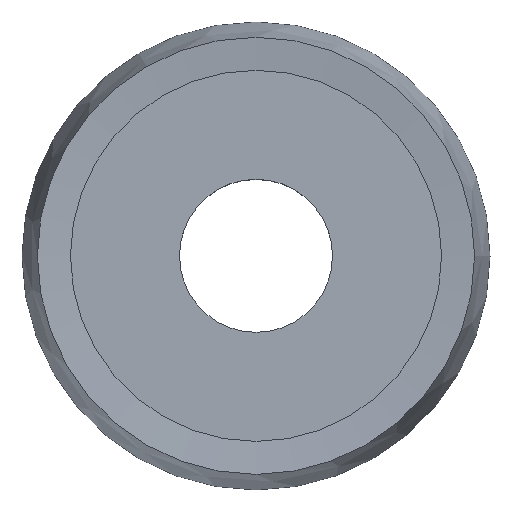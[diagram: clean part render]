
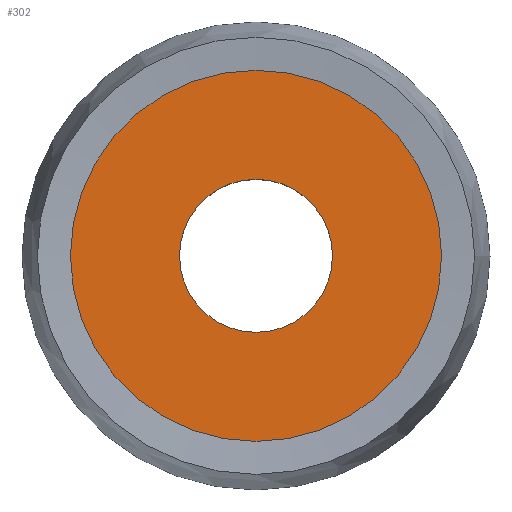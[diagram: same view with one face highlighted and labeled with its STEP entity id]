
A CAD part, top view. The second image highlights one B-rep face of the part: STEP entity #302.
In plain terms, the highlighted planar face has unit normal (0, 0, 1).
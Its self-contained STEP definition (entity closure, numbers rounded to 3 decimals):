
#31 = SURFACE_OF_REVOLUTION('',#32,#133);
#32 = B_SPLINE_CURVE_WITH_KNOTS('',2,(#33,#34,#35,#36,#37,#38,#39,#40,
    #41,#42,#43,#44,#45,#46,#47,#48,#49,#50,#51,#52,#53,#54,#55,#56,#57,
    #58,#59,#60,#61,#62,#63,#64,#65,#66,#67,#68,#69,#70,#71,#72,#73,#74,
    #75,#76,#77,#78,#79,#80,#81,#82,#83,#84,#85,#86,#87,#88,#89,#90,#91,
    #92,#93,#94,#95,#96,#97,#98,#99,#100,#101,#102,#103,#104,#105,#106,
    #107,#108,#109,#110,#111,#112,#113,#114,#115,#116,#117,#118,#119,
    #120,#121,#122,#123,#124,#125,#126,#127,#128,#129,#130,#131,#132),
  .UNSPECIFIED.,.F.,.F.,(3,1,1,1,1,1,1,1,1,1,1,1,1,1,1,1,1,1,1,1,1,1,1,1
    ,1,1,1,1,1,1,1,1,1,1,1,1,1,1,1,1,1,1,1,1,1,1,1,1,1,1,1,1,1,1,1,1,1,1
    ,1,1,1,1,1,1,1,1,1,1,1,1,1,1,1,1,1,1,1,1,1,1,1,1,1,1,1,1,1,1,1,1,1,1
    ,1,1,1,1,1,1,3),(0.,0.01,0.02,
    0.031,0.041,0.051,
    0.061,0.071,0.082,
    0.092,0.102,0.112,0.122,
    0.133,0.143,0.153,0.163,
    0.173,0.184,0.194,0.204,
    0.214,0.224,0.235,0.245,
    0.255,0.265,0.276,0.286,
    0.296,0.306,0.316,0.327,
    0.337,0.347,0.357,0.367,
    0.378,0.388,0.398,0.408,
    0.418,0.429,0.439,0.449,
    0.459,0.469,0.48,0.49,0.5,
    0.51,0.52,0.531,0.541,
    0.551,0.561,0.571,0.582,
    0.592,0.602,0.612,0.622,
    0.633,0.643,0.653,0.663,
    0.673,0.684,0.694,0.704,
    0.714,0.724,0.735,0.745,
    0.755,0.765,0.776,0.786,
    0.796,0.806,0.816,0.827,
    0.837,0.847,0.857,0.867,
    0.878,0.888,0.898,0.908,
    0.918,0.929,0.939,0.949,
    0.959,0.969,0.98,0.99,1.),
  .QUASI_UNIFORM_KNOTS.);
#33 = CARTESIAN_POINT('',(393.23,0.,-336.992));
#34 = CARTESIAN_POINT('',(392.636,0.,-337.096));
#35 = CARTESIAN_POINT('',(392.042,0.,-337.199));
#36 = CARTESIAN_POINT('',(391.447,0.,-337.301));
#37 = CARTESIAN_POINT('',(390.853,0.,-337.402));
#38 = CARTESIAN_POINT('',(390.258,0.,-337.502));
#39 = CARTESIAN_POINT('',(389.663,0.,-337.601));
#40 = CARTESIAN_POINT('',(389.067,0.,-337.699));
#41 = CARTESIAN_POINT('',(388.472,0.,-337.796));
#42 = CARTESIAN_POINT('',(387.876,0.,-337.892));
#43 = CARTESIAN_POINT('',(387.28,0.,-337.987));
#44 = CARTESIAN_POINT('',(386.685,0.,-338.081));
#45 = CARTESIAN_POINT('',(386.088,0.,-338.173));
#46 = CARTESIAN_POINT('',(385.492,0.,-338.265));
#47 = CARTESIAN_POINT('',(384.896,0.,-338.355));
#48 = CARTESIAN_POINT('',(384.299,0.,-338.445));
#49 = CARTESIAN_POINT('',(383.702,0.,-338.534));
#50 = CARTESIAN_POINT('',(383.105,0.,-338.621));
#51 = CARTESIAN_POINT('',(382.508,0.,-338.707));
#52 = CARTESIAN_POINT('',(381.911,0.,-338.793));
#53 = CARTESIAN_POINT('',(381.314,0.,-338.877));
#54 = CARTESIAN_POINT('',(380.716,0.,-338.96));
#55 = CARTESIAN_POINT('',(380.119,0.,-339.042));
#56 = CARTESIAN_POINT('',(379.521,0.,-339.123));
#57 = CARTESIAN_POINT('',(378.923,0.,-339.203));
#58 = CARTESIAN_POINT('',(378.325,0.,-339.282));
#59 = CARTESIAN_POINT('',(377.727,0.,-339.36));
#60 = CARTESIAN_POINT('',(377.128,0.,-339.437));
#61 = CARTESIAN_POINT('',(376.53,0.,-339.513));
#62 = CARTESIAN_POINT('',(375.931,0.,-339.588));
#63 = CARTESIAN_POINT('',(375.333,0.,-339.662));
#64 = CARTESIAN_POINT('',(374.734,0.,-339.734));
#65 = CARTESIAN_POINT('',(374.135,0.,-339.806));
#66 = CARTESIAN_POINT('',(373.536,0.,-339.877));
#67 = CARTESIAN_POINT('',(372.936,0.,-339.946));
#68 = CARTESIAN_POINT('',(372.337,0.,-340.015));
#69 = CARTESIAN_POINT('',(371.737,0.,-340.082));
#70 = CARTESIAN_POINT('',(371.138,0.,-340.148));
#71 = CARTESIAN_POINT('',(370.538,0.,-340.214));
#72 = CARTESIAN_POINT('',(369.938,0.,-340.278));
#73 = CARTESIAN_POINT('',(369.338,0.,-340.341));
#74 = CARTESIAN_POINT('',(368.738,0.,-340.403));
#75 = CARTESIAN_POINT('',(368.138,0.,-340.464));
#76 = CARTESIAN_POINT('',(367.538,0.,-340.524));
#77 = CARTESIAN_POINT('',(366.937,0.,-340.583));
#78 = CARTESIAN_POINT('',(366.337,0.,-340.641));
#79 = CARTESIAN_POINT('',(365.736,0.,-340.698));
#80 = CARTESIAN_POINT('',(365.136,0.,-340.753));
#81 = CARTESIAN_POINT('',(364.535,0.,-340.808));
#82 = CARTESIAN_POINT('',(363.934,0.,-340.862));
#83 = CARTESIAN_POINT('',(363.333,0.,-340.914));
#84 = CARTESIAN_POINT('',(362.732,0.,-340.966));
#85 = CARTESIAN_POINT('',(362.131,0.,-341.016));
#86 = CARTESIAN_POINT('',(361.53,0.,-341.066));
#87 = CARTESIAN_POINT('',(360.928,0.,-341.114));
#88 = CARTESIAN_POINT('',(360.327,0.,-341.161));
#89 = CARTESIAN_POINT('',(359.725,0.,-341.208));
#90 = CARTESIAN_POINT('',(359.124,0.,-341.253));
#91 = CARTESIAN_POINT('',(358.522,0.,-341.297));
#92 = CARTESIAN_POINT('',(357.92,0.,-341.34));
#93 = CARTESIAN_POINT('',(357.319,0.,-341.382));
#94 = CARTESIAN_POINT('',(356.717,0.,-341.423));
#95 = CARTESIAN_POINT('',(356.115,0.,-341.463));
#96 = CARTESIAN_POINT('',(355.513,0.,-341.501));
#97 = CARTESIAN_POINT('',(354.911,0.,-341.539));
#98 = CARTESIAN_POINT('',(354.308,0.,-341.576));
#99 = CARTESIAN_POINT('',(353.706,0.,-341.611));
#100 = CARTESIAN_POINT('',(353.104,0.,-341.646));
#101 = CARTESIAN_POINT('',(352.502,0.,-341.679));
#102 = CARTESIAN_POINT('',(351.899,0.,-341.712));
#103 = CARTESIAN_POINT('',(351.297,0.,-341.743));
#104 = CARTESIAN_POINT('',(350.694,0.,-341.774));
#105 = CARTESIAN_POINT('',(350.092,0.,-341.803));
#106 = CARTESIAN_POINT('',(349.489,0.,-341.831));
#107 = CARTESIAN_POINT('',(348.886,0.,-341.858));
#108 = CARTESIAN_POINT('',(348.284,0.,-341.884));
#109 = CARTESIAN_POINT('',(347.681,0.,-341.909));
#110 = CARTESIAN_POINT('',(347.078,0.,-341.933));
#111 = CARTESIAN_POINT('',(346.475,0.,-341.956));
#112 = CARTESIAN_POINT('',(345.873,0.,-341.978));
#113 = CARTESIAN_POINT('',(345.27,0.,-341.998));
#114 = CARTESIAN_POINT('',(344.667,0.,-342.018));
#115 = CARTESIAN_POINT('',(344.064,0.,-342.037));
#116 = CARTESIAN_POINT('',(343.461,0.,-342.054));
#117 = CARTESIAN_POINT('',(342.858,0.,-342.071));
#118 = CARTESIAN_POINT('',(342.255,0.,-342.086));
#119 = CARTESIAN_POINT('',(341.651,0.,-342.1));
#120 = CARTESIAN_POINT('',(341.048,0.,-342.114));
#121 = CARTESIAN_POINT('',(340.445,0.,-342.126));
#122 = CARTESIAN_POINT('',(339.842,0.,-342.137));
#123 = CARTESIAN_POINT('',(339.239,0.,-342.147));
#124 = CARTESIAN_POINT('',(338.636,0.,-342.156));
#125 = CARTESIAN_POINT('',(338.032,0.,-342.164));
#126 = CARTESIAN_POINT('',(337.429,0.,-342.171));
#127 = CARTESIAN_POINT('',(336.826,0.,-342.177));
#128 = CARTESIAN_POINT('',(336.223,0.,-342.182));
#129 = CARTESIAN_POINT('',(335.619,0.,-342.186));
#130 = CARTESIAN_POINT('',(335.016,0.,-342.188));
#131 = CARTESIAN_POINT('',(334.413,0.,-342.19));
#132 = CARTESIAN_POINT('',(333.81,0.,-342.19));
#133 = AXIS1_PLACEMENT('',#134,#135);
#134 = CARTESIAN_POINT('',(0.,0.,1.));
#135 = DIRECTION('',(0.,0.,1.));
#156 = VERTEX_POINT('',#157);
#157 = CARTESIAN_POINT('',(333.81,0.,-342.19));
#275 = EDGE_CURVE('',#156,#156,#276,.T.);
#276 = SURFACE_CURVE('',#277,(#282,#289),.PCURVE_S1.);
#277 = CIRCLE('',#278,333.81);
#278 = AXIS2_PLACEMENT_3D('',#279,#280,#281);
#279 = CARTESIAN_POINT('',(0.,0.,-342.19));
#280 = DIRECTION('',(0.,0.,1.));
#281 = DIRECTION('',(1.,0.,-0.));
#282 = PCURVE('',#31,#283);
#283 = DEFINITIONAL_REPRESENTATION('',(#284),#288);
#284 = LINE('',#285,#286);
#285 = CARTESIAN_POINT('',(0.,1.));
#286 = VECTOR('',#287,1.);
#287 = DIRECTION('',(1.,0.));
#288 = ( GEOMETRIC_REPRESENTATION_CONTEXT(2) 
PARAMETRIC_REPRESENTATION_CONTEXT() REPRESENTATION_CONTEXT('2D SPACE',''
  ) );
#289 = PCURVE('',#290,#295);
#290 = PLANE('',#291);
#291 = AXIS2_PLACEMENT_3D('',#292,#293,#294);
#292 = CARTESIAN_POINT('',(0.,0.,-342.19));
#293 = DIRECTION('',(0.,0.,1.));
#294 = DIRECTION('',(1.,0.,-0.));
#295 = DEFINITIONAL_REPRESENTATION('',(#296),#300);
#296 = CIRCLE('',#297,333.81);
#297 = AXIS2_PLACEMENT_2D('',#298,#299);
#298 = CARTESIAN_POINT('',(0.,0.));
#299 = DIRECTION('',(1.,0.));
#300 = ( GEOMETRIC_REPRESENTATION_CONTEXT(2) 
PARAMETRIC_REPRESENTATION_CONTEXT() REPRESENTATION_CONTEXT('2D SPACE',''
  ) );
#302 = ADVANCED_FACE('',(#303,#306),#290,.T.);
#303 = FACE_BOUND('',#304,.T.);
#304 = EDGE_LOOP('',(#305));
#305 = ORIENTED_EDGE('',*,*,#275,.T.);
#306 = FACE_BOUND('',#307,.T.);
#307 = EDGE_LOOP('',(#308));
#308 = ORIENTED_EDGE('',*,*,#309,.F.);
#309 = EDGE_CURVE('',#310,#310,#312,.T.);
#310 = VERTEX_POINT('',#311);
#311 = CARTESIAN_POINT('',(137.6,0.,-342.19));
#312 = SURFACE_CURVE('',#313,(#318,#325),.PCURVE_S1.);
#313 = CIRCLE('',#314,137.6);
#314 = AXIS2_PLACEMENT_3D('',#315,#316,#317);
#315 = CARTESIAN_POINT('',(0.,0.,-342.19));
#316 = DIRECTION('',(0.,0.,1.));
#317 = DIRECTION('',(1.,0.,-0.));
#318 = PCURVE('',#290,#319);
#319 = DEFINITIONAL_REPRESENTATION('',(#320),#324);
#320 = CIRCLE('',#321,137.6);
#321 = AXIS2_PLACEMENT_2D('',#322,#323);
#322 = CARTESIAN_POINT('',(0.,0.));
#323 = DIRECTION('',(1.,0.));
#324 = ( GEOMETRIC_REPRESENTATION_CONTEXT(2) 
PARAMETRIC_REPRESENTATION_CONTEXT() REPRESENTATION_CONTEXT('2D SPACE',''
  ) );
#325 = PCURVE('',#326,#331);
#326 = CYLINDRICAL_SURFACE('',#327,137.6);
#327 = AXIS2_PLACEMENT_3D('',#328,#329,#330);
#328 = CARTESIAN_POINT('',(0.,0.,-342.19));
#329 = DIRECTION('',(-0.,-0.,-1.));
#330 = DIRECTION('',(1.,0.,0.));
#331 = DEFINITIONAL_REPRESENTATION('',(#332),#336);
#332 = LINE('',#333,#334);
#333 = CARTESIAN_POINT('',(-0.,0.));
#334 = VECTOR('',#335,1.);
#335 = DIRECTION('',(-1.,0.));
#336 = ( GEOMETRIC_REPRESENTATION_CONTEXT(2) 
PARAMETRIC_REPRESENTATION_CONTEXT() REPRESENTATION_CONTEXT('2D SPACE',''
  ) );
